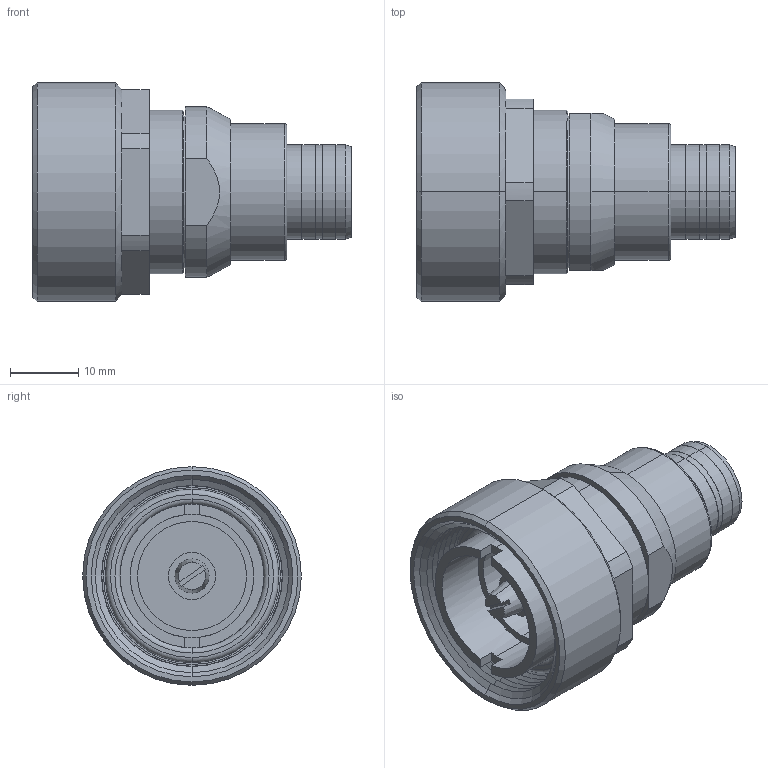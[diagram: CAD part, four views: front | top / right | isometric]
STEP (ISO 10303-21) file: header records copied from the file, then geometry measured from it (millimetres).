
FILE_DESCRIPTION (( 'STEP AP214' ), '1' );
FILE_NAME ('ADM-1600_3D.STEP', '2022-01-10T16:24:39', ( '' ), ( '' ), 'SwSTEP 2.0', 'SolidWorks 2021', '' );
FILE_SCHEMA (( 'AUTOMOTIVE_DESIGN' ));
Length unit declared in the file: inch
Products named in the file (1): ADM-1600_3D
Bounding box: 46.6 x 32 x 32 mm (x, y, z)
Volume: 16168.3 mm3; surface area: 9946.3 mm2
Topology: 2 solids, 2 shells, 153 faces, 328 edges, 198 vertices
Faces by surface type: cylinder 54, plane 49, cone 42, torus 8
Entity records: 4360 total; most frequent: DIRECTION 814, CARTESIAN_POINT 730, ORIENTED_EDGE 656, AXIS2_PLACEMENT_3D 338, EDGE_CURVE 328, VERTEX_POINT 198, CIRCLE 184, EDGE_LOOP 174
